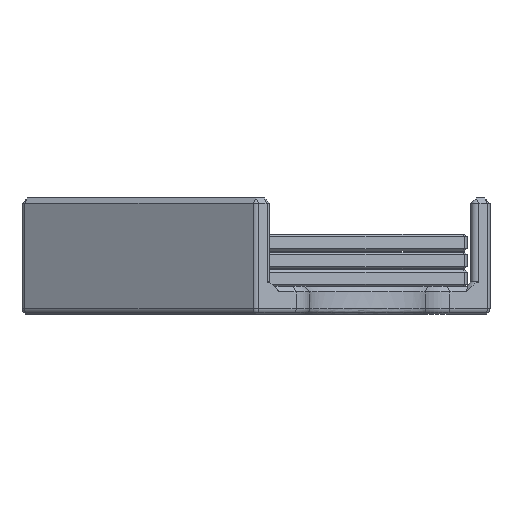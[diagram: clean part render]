
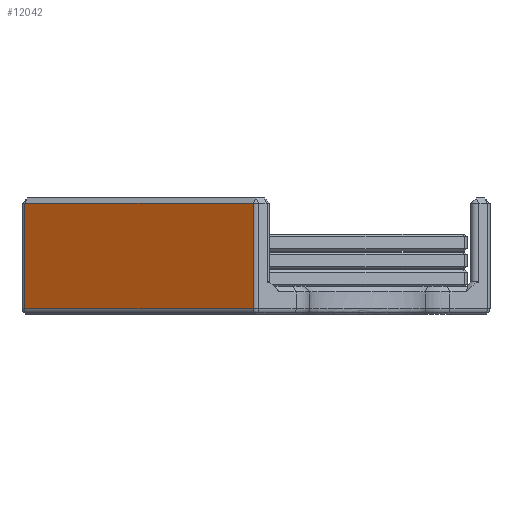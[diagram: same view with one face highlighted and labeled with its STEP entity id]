
A CAD part, front view. The second image highlights one B-rep face of the part: STEP entity #12042.
In plain terms, the highlighted planar face has unit normal (-0.5, -0.866, 0).
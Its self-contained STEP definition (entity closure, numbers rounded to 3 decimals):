
#1251=FACE_OUTER_BOUND('',#1997,.T.);
#1997=EDGE_LOOP('',(#8803,#8804,#8805,#8806));
#2793=LINE('',#18829,#4038);
#2839=LINE('',#19086,#4084);
#2843=LINE('',#19098,#4088);
#2844=LINE('',#19100,#4089);
#4038=VECTOR('',#14739,10.);
#4084=VECTOR('',#14903,10.);
#4088=VECTOR('',#14923,10.);
#4089=VECTOR('',#14926,10.);
#5335=VERTEX_POINT('',#18822);
#5337=VERTEX_POINT('',#18828);
#5358=VERTEX_POINT('',#19080);
#5360=VERTEX_POINT('',#19084);
#6540=EDGE_CURVE('',#5335,#5337,#2793,.T.);
#6608=EDGE_CURVE('',#5360,#5358,#2839,.T.);
#6615=EDGE_CURVE('',#5358,#5335,#2843,.T.);
#6616=EDGE_CURVE('',#5337,#5360,#2844,.T.);
#8803=ORIENTED_EDGE('',*,*,#6540,.F.);
#8804=ORIENTED_EDGE('',*,*,#6615,.F.);
#8805=ORIENTED_EDGE('',*,*,#6608,.F.);
#8806=ORIENTED_EDGE('',*,*,#6616,.F.);
#11564=PLANE('',#13054);
#12042=ADVANCED_FACE('',(#1251),#11564,.T.);
#13054=AXIS2_PLACEMENT_3D('',#19099,#14924,#14925);
#14739=DIRECTION('',(-0.866,0.5,0.));
#14903=DIRECTION('',(0.866,-0.5,0.));
#14923=DIRECTION('',(0.,0.,-1.));
#14924=DIRECTION('center_axis',(-0.5,-0.866,0.));
#14925=DIRECTION('ref_axis',(0.866,-0.5,0.));
#14926=DIRECTION('',(0.,0.,1.));
#18822=CARTESIAN_POINT('',(-0.5,-48.592,1.));
#18828=CARTESIAN_POINT('',(-41.832,-24.729,1.));
#18829=CARTESIAN_POINT('',(-37.04,-27.496,1.));
#19080=CARTESIAN_POINT('',(-0.5,-48.592,20.));
#19084=CARTESIAN_POINT('',(-41.832,-24.729,20.));
#19086=CARTESIAN_POINT('',(-31.749,-30.551,20.));
#19098=CARTESIAN_POINT('',(-0.5,-48.592,0.));
#19099=CARTESIAN_POINT('Origin',(-42.332,-24.441,0.));
#19100=CARTESIAN_POINT('',(-41.832,-24.729,0.));
